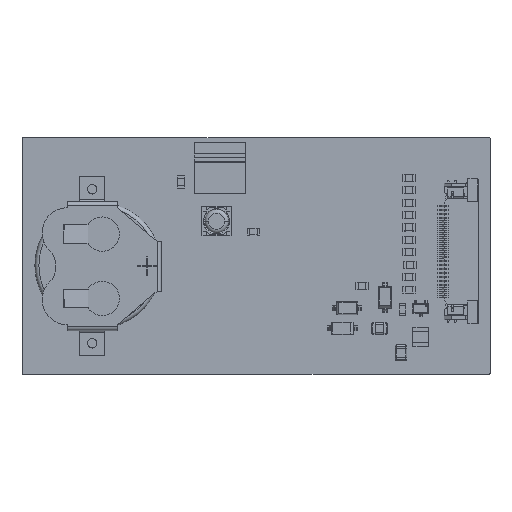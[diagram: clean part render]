
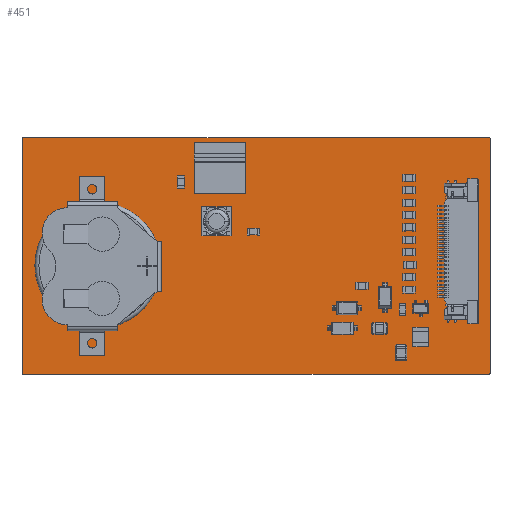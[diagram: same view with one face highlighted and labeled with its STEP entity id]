
A CAD part, top view. The second image highlights one B-rep face of the part: STEP entity #451.
In plain terms, the highlighted planar face has unit normal (0, 0, 1).
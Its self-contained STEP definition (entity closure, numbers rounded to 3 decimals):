
#152 = VERTEX_POINT('',#153);
#153 = CARTESIAN_POINT('',(-0.022,-0.088,1.591));
#159 = EDGE_CURVE('',#152,#160,#162,.T.);
#160 = VERTEX_POINT('',#161);
#161 = CARTESIAN_POINT('',(-0.063,0.023,1.591));
#162 = CIRCLE('',#163,0.063);
#163 = AXIS2_PLACEMENT_3D('',#164,#165,#166);
#164 = CARTESIAN_POINT('',(-0.022,-0.025,
    1.591));
#165 = DIRECTION('',(0.,0.,-1.));
#166 = DIRECTION('',(-0.002,-1.,-0.));
#192 = EDGE_CURVE('',#160,#193,#195,.T.);
#193 = VERTEX_POINT('',#194);
#194 = CARTESIAN_POINT('',(-0.063,29.87,1.591));
#195 = LINE('',#196,#197);
#196 = CARTESIAN_POINT('',(-0.063,0.023,1.591));
#197 = VECTOR('',#198,1.);
#198 = DIRECTION('',(0.,1.,0.));
#223 = EDGE_CURVE('',#193,#224,#226,.T.);
#224 = VERTEX_POINT('',#225);
#225 = CARTESIAN_POINT('',(0.,29.933,1.591));
#226 = CIRCLE('',#227,0.063);
#227 = AXIS2_PLACEMENT_3D('',#228,#229,#230);
#228 = CARTESIAN_POINT('',(0.,29.87,1.591
    ));
#229 = DIRECTION('',(0.,0.,-1.));
#230 = DIRECTION('',(-1.,0.002,0.));
#256 = EDGE_CURVE('',#224,#257,#259,.T.);
#257 = VERTEX_POINT('',#258);
#258 = CARTESIAN_POINT('',(59.214,29.933,1.591));
#259 = LINE('',#260,#261);
#260 = CARTESIAN_POINT('',(0.,29.933,1.591));
#261 = VECTOR('',#262,1.);
#262 = DIRECTION('',(1.,0.,0.));
#287 = EDGE_CURVE('',#257,#288,#290,.T.);
#288 = VERTEX_POINT('',#289);
#289 = CARTESIAN_POINT('',(59.277,29.87,1.591));
#290 = CIRCLE('',#291,0.062);
#291 = AXIS2_PLACEMENT_3D('',#292,#293,#294);
#292 = CARTESIAN_POINT('',(59.216,29.872,1.591));
#293 = DIRECTION('',(0.,0.,-1.));
#294 = DIRECTION('',(-0.024,1.,0.));
#320 = EDGE_CURVE('',#288,#321,#323,.T.);
#321 = VERTEX_POINT('',#322);
#322 = CARTESIAN_POINT('',(59.277,0.,1.591));
#323 = LINE('',#324,#325);
#324 = CARTESIAN_POINT('',(59.277,29.87,1.591));
#325 = VECTOR('',#326,1.);
#326 = DIRECTION('',(0.,-1.,0.));
#351 = EDGE_CURVE('',#321,#352,#354,.T.);
#352 = VERTEX_POINT('',#353);
#353 = CARTESIAN_POINT('',(59.244,-0.055,1.591));
#354 = CIRCLE('',#355,0.063);
#355 = AXIS2_PLACEMENT_3D('',#356,#357,#358);
#356 = CARTESIAN_POINT('',(59.214,0.001,1.591
    ));
#357 = DIRECTION('',(0.,0.,-1.));
#358 = DIRECTION('',(1.,-0.008,0.));
#384 = EDGE_CURVE('',#352,#385,#387,.T.);
#385 = VERTEX_POINT('',#386);
#386 = CARTESIAN_POINT('',(59.189,-0.088,1.591));
#387 = CIRCLE('',#388,0.063);
#388 = AXIS2_PLACEMENT_3D('',#389,#390,#391);
#389 = CARTESIAN_POINT('',(59.189,-0.025,1.591));
#390 = DIRECTION('',(0.,0.,-1.));
#391 = DIRECTION('',(0.879,-0.478,0.));
#417 = EDGE_CURVE('',#385,#152,#418,.T.);
#418 = LINE('',#419,#420);
#419 = CARTESIAN_POINT('',(59.189,-0.088,1.591));
#420 = VECTOR('',#421,1.);
#421 = DIRECTION('',(-1.,0.,0.));
#451 = ADVANCED_FACE('',(#452),#463,.F.);
#452 = FACE_BOUND('',#453,.F.);
#453 = EDGE_LOOP('',(#454,#455,#456,#457,#458,#459,#460,#461,#462));
#454 = ORIENTED_EDGE('',*,*,#159,.T.);
#455 = ORIENTED_EDGE('',*,*,#192,.T.);
#456 = ORIENTED_EDGE('',*,*,#223,.T.);
#457 = ORIENTED_EDGE('',*,*,#256,.T.);
#458 = ORIENTED_EDGE('',*,*,#287,.T.);
#459 = ORIENTED_EDGE('',*,*,#320,.T.);
#460 = ORIENTED_EDGE('',*,*,#351,.T.);
#461 = ORIENTED_EDGE('',*,*,#384,.T.);
#462 = ORIENTED_EDGE('',*,*,#417,.T.);
#463 = PLANE('',#464);
#464 = AXIS2_PLACEMENT_3D('',#465,#466,#467);
#465 = CARTESIAN_POINT('',(29.601,14.922,1.591));
#466 = DIRECTION('',(-0.,-0.,-1.));
#467 = DIRECTION('',(-1.,0.,0.));
